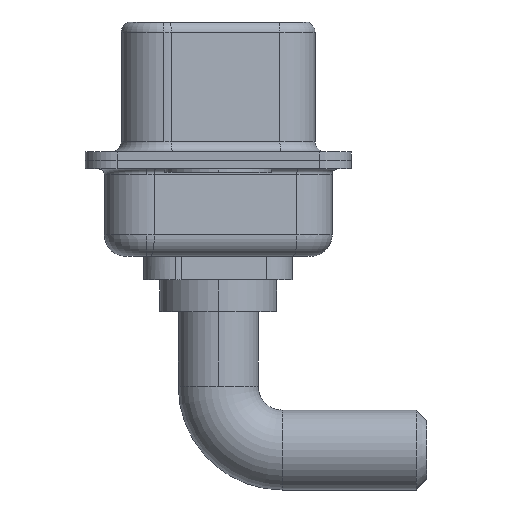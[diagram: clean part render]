
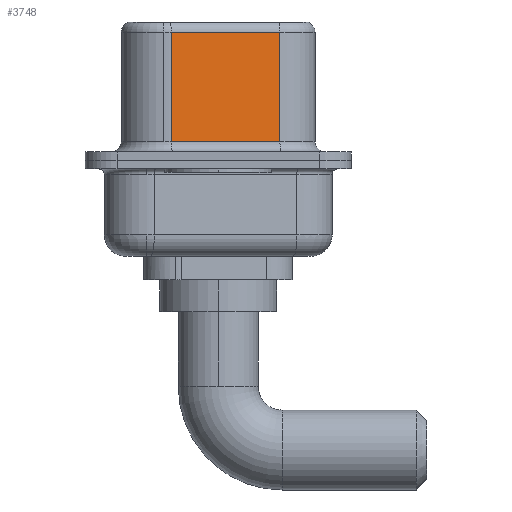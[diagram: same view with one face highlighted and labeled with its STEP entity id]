
A CAD part, left-side view. The second image highlights one B-rep face of the part: STEP entity #3748.
In plain terms, the highlighted planar face has unit normal (-0.985, -0.174, 0).
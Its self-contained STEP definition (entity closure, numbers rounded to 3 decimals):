
#415 = PLANE ( 'NONE',  #11048 ) ;
#438 = LINE ( 'NONE', #7971, #2462 ) ;
#828 = ORIENTED_EDGE ( 'NONE', *, *, #1474, .F. ) ;
#840 = CARTESIAN_POINT ( 'NONE',  ( 4.555, -2.897, 6.02 ) ) ;
#1374 = DIRECTION ( 'NONE',  ( 0.174, -0.985, 0. ) ) ;
#1474 = EDGE_CURVE ( 'NONE', #5841, #7631, #438, .T. ) ;
#1758 = DIRECTION ( 'NONE',  ( -0.174, 0.985, 0. ) ) ;
#2231 = VECTOR ( 'NONE', #1758, 1000. ) ;
#2237 = EDGE_CURVE ( 'NONE', #7300, #9056, #11658, .T. ) ;
#2256 = VECTOR ( 'NONE', #2966, 1000. ) ;
#2264 = VECTOR ( 'NONE', #1374, 1000. ) ;
#2462 = VECTOR ( 'NONE', #3550, 1000. ) ;
#2902 = EDGE_LOOP ( 'NONE', ( #828, #6422, #8524, #3237 ) ) ;
#2966 = DIRECTION ( 'NONE',  ( 0., 0., -1. ) ) ;
#2981 = EDGE_CURVE ( 'NONE', #9056, #7631, #13451, .T. ) ;
#3237 = ORIENTED_EDGE ( 'NONE', *, *, #2981, .T. ) ;
#3550 = DIRECTION ( 'NONE',  ( 0., 0., -1. ) ) ;
#3748 = ADVANCED_FACE ( 'NONE', ( #13539 ), #415, .F. ) ;
#4385 = CARTESIAN_POINT ( 'NONE',  ( 3.655, 2.203, 6.02 ) ) ;
#4455 = CARTESIAN_POINT ( 'NONE',  ( 4.555, -2.897, 6.02 ) ) ;
#5841 = VERTEX_POINT ( 'NONE', #4455 ) ;
#6343 = CARTESIAN_POINT ( 'NONE',  ( 4.555, -2.897, 0.9 ) ) ;
#6422 = ORIENTED_EDGE ( 'NONE', *, *, #9236, .T. ) ;
#6687 = CARTESIAN_POINT ( 'NONE',  ( 3.655, 2.203, 0.9 ) ) ;
#7243 = CARTESIAN_POINT ( 'NONE',  ( 3.655, 2.203, 6.52 ) ) ;
#7300 = VERTEX_POINT ( 'NONE', #4385 ) ;
#7631 = VERTEX_POINT ( 'NONE', #6343 ) ;
#7971 = CARTESIAN_POINT ( 'NONE',  ( 4.555, -2.897, 6.52 ) ) ;
#8007 = CARTESIAN_POINT ( 'NONE',  ( 4.555, -2.897, 6.52 ) ) ;
#8132 = CARTESIAN_POINT ( 'NONE',  ( 4.555, -2.897, 0.9 ) ) ;
#8524 = ORIENTED_EDGE ( 'NONE', *, *, #2237, .T. ) ;
#9056 = VERTEX_POINT ( 'NONE', #6687 ) ;
#9236 = EDGE_CURVE ( 'NONE', #5841, #7300, #13780, .T. ) ;
#10179 = DIRECTION ( 'NONE',  ( 0.985, 0.174, 0. ) ) ;
#11048 = AXIS2_PLACEMENT_3D ( 'NONE', #8007, #10179, #11234 ) ;
#11234 = DIRECTION ( 'NONE',  ( -0.174, 0.985, 0. ) ) ;
#11658 = LINE ( 'NONE', #7243, #2256 ) ;
#13451 = LINE ( 'NONE', #8132, #2264 ) ;
#13539 = FACE_OUTER_BOUND ( 'NONE', #2902, .T. ) ;
#13780 = LINE ( 'NONE', #840, #2231 ) ;
